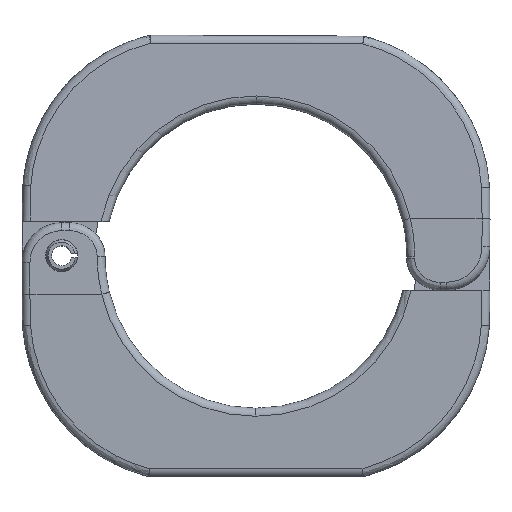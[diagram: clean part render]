
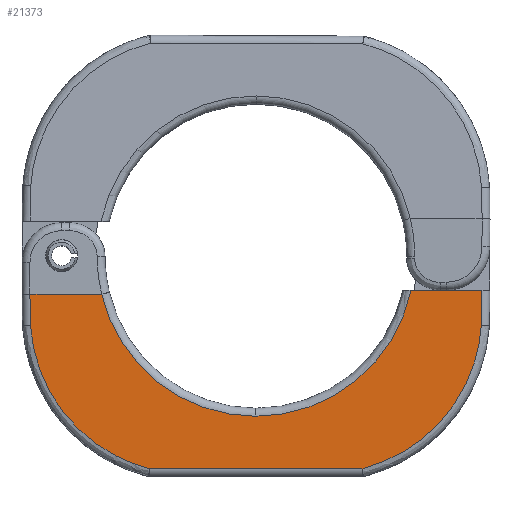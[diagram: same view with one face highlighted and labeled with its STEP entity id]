
A CAD part, top view. The second image highlights one B-rep face of the part: STEP entity #21373.
In plain terms, the highlighted planar face has unit normal (0, -0.018, 1).
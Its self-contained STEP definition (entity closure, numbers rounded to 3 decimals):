
#98 = CARTESIAN_POINT ( 'NONE',  ( 56.862, 38.049, 18.861 ) ) ;
#216 = CARTESIAN_POINT ( 'NONE',  ( 0., 15.201, 18.462 ) ) ;
#502 = LINE ( 'NONE', #2477, #19849 ) ;
#1063 = VERTEX_POINT ( 'NONE', #98 ) ;
#1284 = CARTESIAN_POINT ( 'NONE',  ( 57.001, 46.035, 19.001 ) ) ;
#1312 = VECTOR ( 'NONE', #19116, 1000. ) ;
#1313 = DIRECTION ( 'NONE',  ( 0., -1., -0.017 ) ) ;
#1519 = DIRECTION ( 'NONE',  ( -1., 0., 0. ) ) ;
#1682 = VERTEX_POINT ( 'NONE', #12645 ) ;
#1804 =( BOUNDED_CURVE ( )  B_SPLINE_CURVE ( 3, ( #18520, #5407, #22318, #11064 ),
 .UNSPECIFIED., .F., .F. ) 
 B_SPLINE_CURVE_WITH_KNOTS ( ( 4, 4 ),
 ( 1.638, 2.894 ),
 .UNSPECIFIED. ) 
 CURVE ( )  GEOMETRIC_REPRESENTATION_ITEM ( )  RATIONAL_B_SPLINE_CURVE ( ( 1., 0.873, 0.873, 1. ) ) 
 REPRESENTATION_ITEM ( '' )  );
#2102 = CARTESIAN_POINT ( 'NONE',  ( 26.754, 1.965, 18.231 ) ) ;
#2337 = ORIENTED_EDGE ( 'NONE', *, *, #11494, .T. ) ;
#2362 = CARTESIAN_POINT ( 'NONE',  ( -27., 46., 19. ) ) ;
#2371 = ORIENTED_EDGE ( 'NONE', *, *, #6792, .T. ) ;
#2477 = CARTESIAN_POINT ( 'NONE',  ( -27., 47., 19.017 ) ) ;
#2562 = VERTEX_POINT ( 'NONE', #5392 ) ;
#2934 = AXIS2_PLACEMENT_3D ( 'NONE', #23794, #12547, #1313 ) ;
#2956 = CARTESIAN_POINT ( 'NONE',  ( -57., 46., 19. ) ) ;
#3040 = CARTESIAN_POINT ( 'NONE',  ( 26.754, 1.965, 18.231 ) ) ;
#3318 = CARTESIAN_POINT ( 'NONE',  ( -27., 46., 19. ) ) ;
#3904 = CARTESIAN_POINT ( 'NONE',  ( -57., 46., 19. ) ) ;
#4466 = VERTEX_POINT ( 'NONE', #2956 ) ;
#4506 = DIRECTION ( 'NONE',  ( 0., 0.017, -1. ) ) ;
#4955 = AXIS2_PLACEMENT_3D ( 'NONE', #15717, #4506, #17602 ) ;
#5392 = CARTESIAN_POINT ( 'NONE',  ( -56.862, 38.049, 18.861 ) ) ;
#5407 = CARTESIAN_POINT ( 'NONE',  ( -55.652, 20.143, 18.549 ) ) ;
#5676 = DIRECTION ( 'NONE',  ( 0., -1., -0.017 ) ) ;
#5869 = AXIS2_PLACEMENT_3D ( 'NONE', #13140, #16880, #5676 ) ;
#6044 = CARTESIAN_POINT ( 'NONE',  ( -26.754, 1.965, 18.231 ) ) ;
#6111 = ORIENTED_EDGE ( 'NONE', *, *, #22117, .T. ) ;
#6147 = VECTOR ( 'NONE', #19989, 1000. ) ;
#6792 = EDGE_CURVE ( 'NONE', #4466, #23896, #22885, .T. ) ;
#6949 = EDGE_CURVE ( 'NONE', #1063, #22406, #11726, .T. ) ;
#7169 = CARTESIAN_POINT ( 'NONE',  ( 57.018, 47., 19.017 ) ) ;
#7738 = CARTESIAN_POINT ( 'NONE',  ( 44.154, 6.363, 18.308 ) ) ;
#7890 = VECTOR ( 'NONE', #13584, 1000. ) ;
#7936 = VECTOR ( 'NONE', #1519, 1000. ) ;
#9633 = CARTESIAN_POINT ( 'NONE',  ( 56.862, 38.049, 18.861 ) ) ;
#9800 = VERTEX_POINT ( 'NONE', #216 ) ;
#10032 = EDGE_LOOP ( 'NONE', ( #11035, #6111, #13282, #18344, #2371, #13920, #10531, #13783, #2337, #12664 ) ) ;
#10531 = ORIENTED_EDGE ( 'NONE', *, *, #20160, .T. ) ;
#10926 = EDGE_CURVE ( 'NONE', #1682, #22406, #502, .T. ) ;
#10975 = LINE ( 'NONE', #18951, #20379 ) ;
#11035 = ORIENTED_EDGE ( 'NONE', *, *, #10926, .F. ) ;
#11064 = CARTESIAN_POINT ( 'NONE',  ( -26.754, 1.965, 18.231 ) ) ;
#11263 = PLANE ( 'NONE',  #5869 ) ;
#11290 = LINE ( 'NONE', #22906, #1312 ) ;
#11494 = EDGE_CURVE ( 'NONE', #18527, #1063, #15170, .T. ) ;
#11726 = LINE ( 'NONE', #1284, #6147 ) ;
#12012 = EDGE_CURVE ( 'NONE', #13278, #18527, #11290, .T. ) ;
#12505 = EDGE_CURVE ( 'NONE', #23896, #2562, #10975, .T. ) ;
#12547 = DIRECTION ( 'NONE',  ( 0., 0.017, -1. ) ) ;
#12645 = CARTESIAN_POINT ( 'NONE',  ( 39.128, 47., 19.017 ) ) ;
#12664 = ORIENTED_EDGE ( 'NONE', *, *, #6949, .T. ) ;
#12745 = EDGE_CURVE ( 'NONE', #9800, #22943, #13613, .T. ) ;
#13140 = CARTESIAN_POINT ( 'NONE',  ( -27., 46., 19. ) ) ;
#13278 = VERTEX_POINT ( 'NONE', #6044 ) ;
#13282 = ORIENTED_EDGE ( 'NONE', *, *, #12745, .T. ) ;
#13584 = DIRECTION ( 'NONE',  ( -1., 0., 0. ) ) ;
#13613 = CIRCLE ( 'NONE', #2934, 39.971 ) ;
#13709 = CIRCLE ( 'NONE', #4955, 39.971 ) ;
#13783 = ORIENTED_EDGE ( 'NONE', *, *, #12012, .T. ) ;
#13920 = ORIENTED_EDGE ( 'NONE', *, *, #12505, .T. ) ;
#15170 =( BOUNDED_CURVE ( )  B_SPLINE_CURVE ( 3, ( #2102, #7738, #20873, #9633 ),
 .UNSPECIFIED., .F., .F. ) 
 B_SPLINE_CURVE_WITH_KNOTS ( ( 4, 4 ),
 ( 3.389, 4.645 ),
 .UNSPECIFIED. ) 
 CURVE ( )  GEOMETRIC_REPRESENTATION_ITEM ( )  RATIONAL_B_SPLINE_CURVE ( ( 1., 0.873, 0.873, 1. ) ) 
 REPRESENTATION_ITEM ( '' )  );
#15717 = CARTESIAN_POINT ( 'NONE',  ( 0., 55.166, 19.16 ) ) ;
#16398 = EDGE_CURVE ( 'NONE', #22943, #4466, #17917, .T. ) ;
#16880 = DIRECTION ( 'NONE',  ( 0., -0.017, 1. ) ) ;
#17602 = DIRECTION ( 'NONE',  ( 0., -1., -0.017 ) ) ;
#17917 = LINE ( 'NONE', #3318, #7936 ) ;
#18344 = ORIENTED_EDGE ( 'NONE', *, *, #16398, .T. ) ;
#18520 = CARTESIAN_POINT ( 'NONE',  ( -56.862, 38.049, 18.861 ) ) ;
#18527 = VERTEX_POINT ( 'NONE', #3040 ) ;
#18951 = CARTESIAN_POINT ( 'NONE',  ( -56.862, 38.059, 18.861 ) ) ;
#19116 = DIRECTION ( 'NONE',  ( 1., 0., 0. ) ) ;
#19849 = VECTOR ( 'NONE', #21260, 1000. ) ;
#19989 = DIRECTION ( 'NONE',  ( 0.017, 1., 0.017 ) ) ;
#20160 = EDGE_CURVE ( 'NONE', #2562, #13278, #1804, .T. ) ;
#20379 = VECTOR ( 'NONE', #20852, 1000. ) ;
#20782 = FACE_OUTER_BOUND ( 'NONE', #10032, .T. ) ;
#20852 = DIRECTION ( 'NONE',  ( 0.017, -1., -0.017 ) ) ;
#20873 = CARTESIAN_POINT ( 'NONE',  ( 55.652, 20.143, 18.549 ) ) ;
#21260 = DIRECTION ( 'NONE',  ( 1., 0., 0. ) ) ;
#21373 = ADVANCED_FACE ( 'NONE', ( #20782 ), #11263, .T. ) ;
#21992 = CARTESIAN_POINT ( 'NONE',  ( -38.897, 46., 19. ) ) ;
#22117 = EDGE_CURVE ( 'NONE', #1682, #9800, #13709, .T. ) ;
#22318 = CARTESIAN_POINT ( 'NONE',  ( -44.154, 6.363, 18.308 ) ) ;
#22406 = VERTEX_POINT ( 'NONE', #7169 ) ;
#22885 = LINE ( 'NONE', #2362, #7890 ) ;
#22906 = CARTESIAN_POINT ( 'NONE',  ( 26.878, 1.965, 18.231 ) ) ;
#22943 = VERTEX_POINT ( 'NONE', #21992 ) ;
#23794 = CARTESIAN_POINT ( 'NONE',  ( 0., 55.166, 19.16 ) ) ;
#23896 = VERTEX_POINT ( 'NONE', #3904 ) ;
